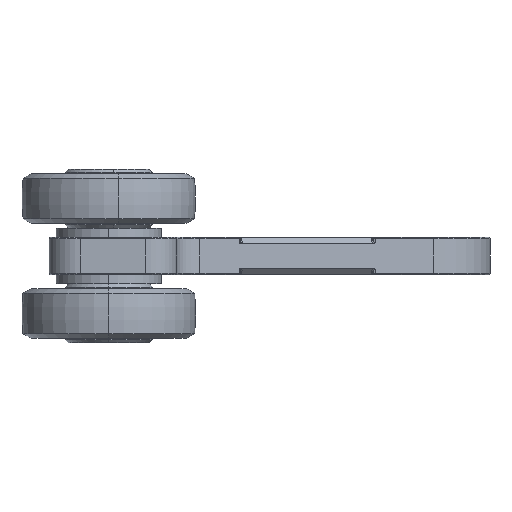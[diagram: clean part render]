
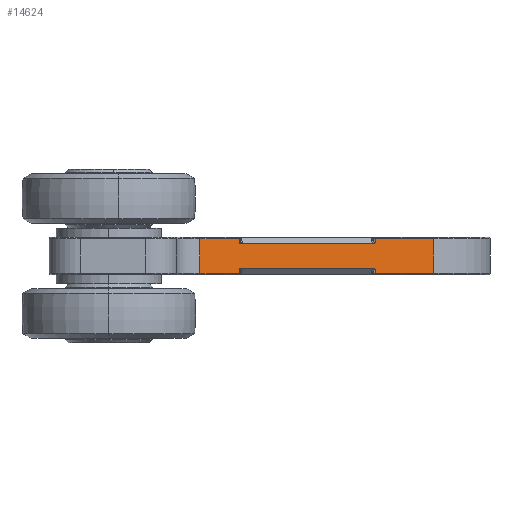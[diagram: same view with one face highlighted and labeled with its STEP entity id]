
A CAD part, left-side view. The second image highlights one B-rep face of the part: STEP entity #14624.
In plain terms, the highlighted planar face has unit normal (-0.97, -0.245, 0).
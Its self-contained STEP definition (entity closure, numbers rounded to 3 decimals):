
#127 = DIRECTION ( 'NONE',  ( -0.245, 0.97, 0. ) ) ;
#390 = DIRECTION ( 'NONE',  ( -0.245, 0.97, 0. ) ) ;
#400 = CARTESIAN_POINT ( 'NONE',  ( 42.726, 41.993, 52.987 ) ) ;
#684 = EDGE_CURVE ( 'NONE', #13802, #15065, #14122, .T. ) ;
#781 = EDGE_CURVE ( 'NONE', #14454, #7012, #8326, .T. ) ;
#890 = CARTESIAN_POINT ( 'NONE',  ( 42.726, 41.993, 48.987 ) ) ;
#916 = DIRECTION ( 'NONE',  ( -0.97, -0.245, 0. ) ) ;
#1128 = ORIENTED_EDGE ( 'NONE', *, *, #9913, .T. ) ;
#1479 = VERTEX_POINT ( 'NONE', #14491 ) ;
#1727 = DIRECTION ( 'NONE',  ( 0., 0., 1. ) ) ;
#1777 = VECTOR ( 'NONE', #390, 1000. ) ;
#1803 = CARTESIAN_POINT ( 'NONE',  ( 42.75, 41.9, 52.987 ) ) ;
#1807 = VERTEX_POINT ( 'NONE', #11056 ) ;
#1839 = EDGE_CURVE ( 'NONE', #7422, #1479, #16033, .T. ) ;
#1843 = CARTESIAN_POINT ( 'NONE',  ( 41.069, 48.55, 47.987 ) ) ;
#1859 = CARTESIAN_POINT ( 'NONE',  ( 48.198, 20.338, 53.737 ) ) ;
#1925 = CARTESIAN_POINT ( 'NONE',  ( 42.686, 42.152, 53.091 ) ) ;
#1933 = VECTOR ( 'NONE', #7463, 1000. ) ;
#2054 = CARTESIAN_POINT ( 'NONE',  ( 42.686, 42.152, 48.883 ) ) ;
#2077 = CARTESIAN_POINT ( 'NONE',  ( 48.135, 20.59, 52.987 ) ) ;
#2096 = EDGE_LOOP ( 'NONE', ( #12897, #6910, #13685, #7553, #12454, #11969, #8254, #7096, #1128, #17876, #16446, #11463, #15146, #10326, #10905, #4388 ) ) ;
#2221 = LINE ( 'NONE', #15807, #1777 ) ;
#2386 = PLANE ( 'NONE',  #8604 ) ;
#2521 = CARTESIAN_POINT ( 'NONE',  ( 42.686, 42.152, 48.237 ) ) ;
#2609 = CARTESIAN_POINT ( 'NONE',  ( 48.182, 20.404, 48.951 ) ) ;
#2624 = VERTEX_POINT ( 'NONE', #1925 ) ;
#2879 = VERTEX_POINT ( 'NONE', #13796 ) ;
#3446 = VECTOR ( 'NONE', #1727, 1000. ) ;
#3482 = VECTOR ( 'NONE', #9004, 1000. ) ;
#3591 = EDGE_CURVE ( 'NONE', #16410, #3671, #11481, .T. ) ;
#3671 = VERTEX_POINT ( 'NONE', #13512 ) ;
#3957 = VECTOR ( 'NONE', #11838, 1000. ) ;
#4031 = EDGE_CURVE ( 'NONE', #7422, #15065, #15860, .T. ) ;
#4140 = VECTOR ( 'NONE', #15668, 1000. ) ;
#4152 = DIRECTION ( 'NONE',  ( 0.245, -0.97, 0. ) ) ;
#4222 = CARTESIAN_POINT ( 'NONE',  ( 41.069, 48.55, 53.737 ) ) ;
#4269 = EDGE_CURVE ( 'NONE', #3671, #5985, #14570, .T. ) ;
#4388 = ORIENTED_EDGE ( 'NONE', *, *, #8649, .T. ) ;
#4671 = VERTEX_POINT ( 'NONE', #1859 ) ;
#4818 = CARTESIAN_POINT ( 'NONE',  ( 50.587, 10.885, 48.237 ) ) ;
#4933 = VECTOR ( 'NONE', #8387, 1000. ) ;
#5015 = CARTESIAN_POINT ( 'NONE',  ( 41.069, 48.55, 47.987 ) ) ;
#5526 = CARTESIAN_POINT ( 'NONE',  ( 48.198, 20.338, 52.987 ) ) ;
#5984 = CARTESIAN_POINT ( 'NONE',  ( 48.198, 20.338, 47.987 ) ) ;
#5985 = VERTEX_POINT ( 'NONE', #16698 ) ;
#6336 = LINE ( 'NONE', #5984, #4140 ) ;
#6815 = CARTESIAN_POINT ( 'NONE',  ( 48.158, 20.497, 48.987 ) ) ;
#6910 = ORIENTED_EDGE ( 'NONE', *, *, #10486, .T. ) ;
#7012 = VERTEX_POINT ( 'NONE', #10330 ) ;
#7096 = ORIENTED_EDGE ( 'NONE', *, *, #13128, .T. ) ;
#7296 = CARTESIAN_POINT ( 'NONE',  ( 42.686, 42.152, 48.883 ) ) ;
#7422 = VERTEX_POINT ( 'NONE', #15592 ) ;
#7463 = DIRECTION ( 'NONE',  ( 0., 0., 1. ) ) ;
#7473 = VERTEX_POINT ( 'NONE', #10191 ) ;
#7553 = ORIENTED_EDGE ( 'NONE', *, *, #8013, .T. ) ;
#7563 = VECTOR ( 'NONE', #4152, 1000. ) ;
#7621 = EDGE_CURVE ( 'NONE', #7473, #1807, #12043, .T. ) ;
#7637 = CARTESIAN_POINT ( 'NONE',  ( 48.182, 20.404, 53.023 ) ) ;
#7759 = LINE ( 'NONE', #5526, #7972 ) ;
#7864 = CARTESIAN_POINT ( 'NONE',  ( 42.703, 42.086, 48.952 ) ) ;
#7972 = VECTOR ( 'NONE', #13899, 1000. ) ;
#8013 = EDGE_CURVE ( 'NONE', #1807, #4671, #2221, .T. ) ;
#8254 = ORIENTED_EDGE ( 'NONE', *, *, #11140, .F. ) ;
#8305 = CARTESIAN_POINT ( 'NONE',  ( 48.198, 20.338, 48.883 ) ) ;
#8326 = B_SPLINE_CURVE_WITH_KNOTS ( 'NONE', 3,
 ( #15906, #7637, #17364, #2077 ),
 .UNSPECIFIED., .F., .F.,
 ( 4, 4 ),
 ( 0., 0. ),
 .UNSPECIFIED. ) ;
#8387 = DIRECTION ( 'NONE',  ( 0.245, -0.97, 0. ) ) ;
#8604 = AXIS2_PLACEMENT_3D ( 'NONE', #5015, #916, #13479 ) ;
#8649 = EDGE_CURVE ( 'NONE', #5985, #11239, #14151, .T. ) ;
#8941 = CARTESIAN_POINT ( 'NONE',  ( 42.686, 42.152, 47.987 ) ) ;
#9004 = DIRECTION ( 'NONE',  ( 0., 0., 1. ) ) ;
#9069 = CARTESIAN_POINT ( 'NONE',  ( 42.686, 42.152, 47.987 ) ) ;
#9126 = CARTESIAN_POINT ( 'NONE',  ( 42.686, 42.152, 53.737 ) ) ;
#9819 = LINE ( 'NONE', #8941, #3482 ) ;
#9913 = EDGE_CURVE ( 'NONE', #2624, #13802, #9819, .T. ) ;
#9929 = EDGE_CURVE ( 'NONE', #1479, #16410, #11566, .T. ) ;
#10083 = FACE_OUTER_BOUND ( 'NONE', #2096, .T. ) ;
#10191 = CARTESIAN_POINT ( 'NONE',  ( 50.587, 10.885, 48.237 ) ) ;
#10311 = DIRECTION ( 'NONE',  ( 0.245, -0.97, 0. ) ) ;
#10326 = ORIENTED_EDGE ( 'NONE', *, *, #3591, .T. ) ;
#10330 = CARTESIAN_POINT ( 'NONE',  ( 48.135, 20.59, 52.987 ) ) ;
#10452 = LINE ( 'NONE', #4818, #17777 ) ;
#10486 = EDGE_CURVE ( 'NONE', #15015, #7473, #10452, .T. ) ;
#10491 = CARTESIAN_POINT ( 'NONE',  ( 41.069, 48.55, 53.737 ) ) ;
#10905 = ORIENTED_EDGE ( 'NONE', *, *, #4269, .T. ) ;
#11056 = CARTESIAN_POINT ( 'NONE',  ( 50.587, 10.885, 53.737 ) ) ;
#11140 = EDGE_CURVE ( 'NONE', #2879, #7012, #13450, .T. ) ;
#11239 = VERTEX_POINT ( 'NONE', #14086 ) ;
#11463 = ORIENTED_EDGE ( 'NONE', *, *, #1839, .T. ) ;
#11481 = B_SPLINE_CURVE_WITH_KNOTS ( 'NONE', 3,
 ( #2054, #7864, #890, #13454 ),
 .UNSPECIFIED., .F., .F.,
 ( 4, 4 ),
 ( 0., 0. ),
 .UNSPECIFIED. ) ;
#11566 = LINE ( 'NONE', #9069, #1933 ) ;
#11581 = CARTESIAN_POINT ( 'NONE',  ( 42.703, 42.086, 53.023 ) ) ;
#11838 = DIRECTION ( 'NONE',  ( 0., 0., 1. ) ) ;
#11969 = ORIENTED_EDGE ( 'NONE', *, *, #781, .T. ) ;
#12009 = CARTESIAN_POINT ( 'NONE',  ( 50.587, 10.885, 47.987 ) ) ;
#12043 = LINE ( 'NONE', #12009, #3957 ) ;
#12099 = CARTESIAN_POINT ( 'NONE',  ( 42.747, 41.91, 48.987 ) ) ;
#12368 = VECTOR ( 'NONE', #16282, 1000. ) ;
#12454 = ORIENTED_EDGE ( 'NONE', *, *, #12935, .T. ) ;
#12477 = CARTESIAN_POINT ( 'NONE',  ( 48.135, 20.59, 48.987 ) ) ;
#12897 = ORIENTED_EDGE ( 'NONE', *, *, #16040, .T. ) ;
#12935 = EDGE_CURVE ( 'NONE', #4671, #14454, #7759, .T. ) ;
#13128 = EDGE_CURVE ( 'NONE', #2879, #2624, #15536, .T. ) ;
#13450 = LINE ( 'NONE', #15292, #7563 ) ;
#13454 = CARTESIAN_POINT ( 'NONE',  ( 42.75, 41.9, 48.987 ) ) ;
#13479 = DIRECTION ( 'NONE',  ( 0.245, -0.97, 0. ) ) ;
#13512 = CARTESIAN_POINT ( 'NONE',  ( 42.75, 41.9, 48.987 ) ) ;
#13685 = ORIENTED_EDGE ( 'NONE', *, *, #7621, .T. ) ;
#13796 = CARTESIAN_POINT ( 'NONE',  ( 42.75, 41.9, 52.987 ) ) ;
#13802 = VERTEX_POINT ( 'NONE', #9126 ) ;
#13899 = DIRECTION ( 'NONE',  ( 0., 0., -1. ) ) ;
#14086 = CARTESIAN_POINT ( 'NONE',  ( 48.198, 20.338, 48.883 ) ) ;
#14122 = LINE ( 'NONE', #4222, #18043 ) ;
#14151 = B_SPLINE_CURVE_WITH_KNOTS ( 'NONE', 3,
 ( #12477, #6815, #2609, #8305 ),
 .UNSPECIFIED., .F., .F.,
 ( 4, 4 ),
 ( 0., 0. ),
 .UNSPECIFIED. ) ;
#14454 = VERTEX_POINT ( 'NONE', #15724 ) ;
#14491 = CARTESIAN_POINT ( 'NONE',  ( 42.686, 42.152, 48.237 ) ) ;
#14503 = CARTESIAN_POINT ( 'NONE',  ( 48.198, 20.338, 48.237 ) ) ;
#14570 = LINE ( 'NONE', #12099, #12368 ) ;
#14624 = ADVANCED_FACE ( 'NONE', ( #10083 ), #2386, .T. ) ;
#15015 = VERTEX_POINT ( 'NONE', #14503 ) ;
#15065 = VERTEX_POINT ( 'NONE', #10491 ) ;
#15146 = ORIENTED_EDGE ( 'NONE', *, *, #9929, .T. ) ;
#15292 = CARTESIAN_POINT ( 'NONE',  ( 42.747, 41.91, 52.987 ) ) ;
#15536 = B_SPLINE_CURVE_WITH_KNOTS ( 'NONE', 3,
 ( #1803, #400, #11581, #17205 ),
 .UNSPECIFIED., .F., .F.,
 ( 4, 4 ),
 ( 0., 0. ),
 .UNSPECIFIED. ) ;
#15592 = CARTESIAN_POINT ( 'NONE',  ( 41.069, 48.55, 48.237 ) ) ;
#15668 = DIRECTION ( 'NONE',  ( 0., 0., -1. ) ) ;
#15724 = CARTESIAN_POINT ( 'NONE',  ( 48.198, 20.338, 53.091 ) ) ;
#15807 = CARTESIAN_POINT ( 'NONE',  ( 41.069, 48.55, 53.737 ) ) ;
#15860 = LINE ( 'NONE', #1843, #3446 ) ;
#15906 = CARTESIAN_POINT ( 'NONE',  ( 48.198, 20.338, 53.091 ) ) ;
#16033 = LINE ( 'NONE', #2521, #4933 ) ;
#16040 = EDGE_CURVE ( 'NONE', #11239, #15015, #6336, .T. ) ;
#16282 = DIRECTION ( 'NONE',  ( 0.245, -0.97, 0. ) ) ;
#16410 = VERTEX_POINT ( 'NONE', #7296 ) ;
#16446 = ORIENTED_EDGE ( 'NONE', *, *, #4031, .F. ) ;
#16698 = CARTESIAN_POINT ( 'NONE',  ( 48.135, 20.59, 48.987 ) ) ;
#17205 = CARTESIAN_POINT ( 'NONE',  ( 42.686, 42.152, 53.091 ) ) ;
#17364 = CARTESIAN_POINT ( 'NONE',  ( 48.158, 20.497, 52.987 ) ) ;
#17777 = VECTOR ( 'NONE', #10311, 1000. ) ;
#17876 = ORIENTED_EDGE ( 'NONE', *, *, #684, .T. ) ;
#18043 = VECTOR ( 'NONE', #127, 1000. ) ;
